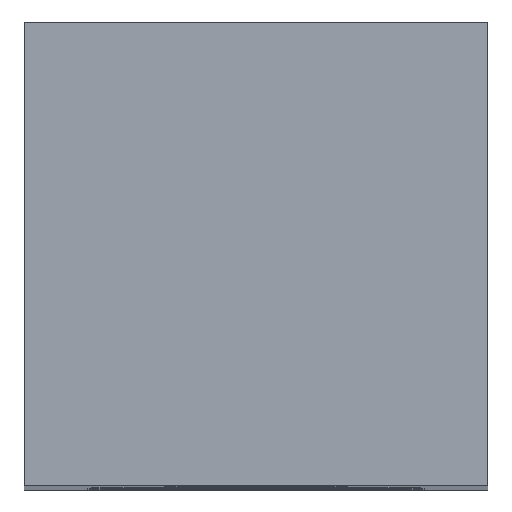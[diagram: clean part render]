
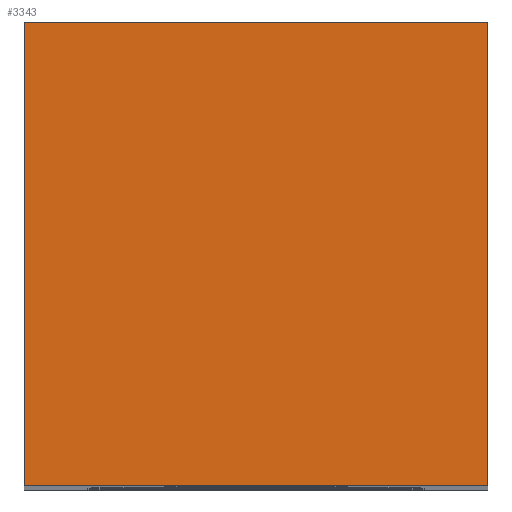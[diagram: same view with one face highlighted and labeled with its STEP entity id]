
A CAD part, top view. The second image highlights one B-rep face of the part: STEP entity #3343.
In plain terms, the highlighted planar face has unit normal (0, 0, 1).
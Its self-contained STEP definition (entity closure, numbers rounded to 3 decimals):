
#1509=CARTESIAN_POINT('',(-20.0,20.0,100.0));
#1510=VERTEX_POINT('',#1509);
#1511=CARTESIAN_POINT('',(20.0,20.0,100.0));
#1512=VERTEX_POINT('',#1511);
#1513=CARTESIAN_POINT('',(-20.0,20.0,100.0));
#1514=DIRECTION('',(1.0,0.0,0.0));
#1515=VECTOR('',#1514,40.0);
#1516=LINE('',#1513,#1515);
#1517=EDGE_CURVE('',#1510,#1512,#1516,.T.);
#1828=CARTESIAN_POINT('',(20.0,-20.0,100.0));
#1829=VERTEX_POINT('',#1828);
#1830=CARTESIAN_POINT('',(20.0,20.0,100.0));
#1831=DIRECTION('',(0.0,-1.0,0.0));
#1832=VECTOR('',#1831,40.0);
#1833=LINE('',#1830,#1832);
#1834=EDGE_CURVE('',#1512,#1829,#1833,.T.);
#2376=CARTESIAN_POINT('',(-20.0,-20.0,100.0));
#2377=VERTEX_POINT('',#2376);
#2378=CARTESIAN_POINT('',(20.0,-20.0,100.0));
#2379=DIRECTION('',(-1.0,0.0,0.0));
#2380=VECTOR('',#2379,40.0);
#2381=LINE('',#2378,#2380);
#2382=EDGE_CURVE('',#1829,#2377,#2381,.T.);
#3124=CARTESIAN_POINT('',(-20.0,-20.0,100.0));
#3125=DIRECTION('',(0.0,1.0,0.0));
#3126=VECTOR('',#3125,40.0);
#3127=LINE('',#3124,#3126);
#3128=EDGE_CURVE('',#2377,#1510,#3127,.T.);
#3332=CARTESIAN_POINT('',(0.0,0.,100.0));
#3333=DIRECTION('',(0.0,0.0,1.0));
#3334=DIRECTION('',(1.0,0.0,0.0));
#3335=AXIS2_PLACEMENT_3D('',#3332,#3333,#3334);
#3336=PLANE('',#3335);
#3337=ORIENTED_EDGE('',*,*,#1834,.F.);
#3338=ORIENTED_EDGE('',*,*,#1517,.F.);
#3339=ORIENTED_EDGE('',*,*,#3128,.F.);
#3340=ORIENTED_EDGE('',*,*,#2382,.F.);
#3341=EDGE_LOOP('',(#3337,#3338,#3339,#3340));
#3342=FACE_OUTER_BOUND('',#3341,.T.);
#3343=ADVANCED_FACE('',(#3342),#3336,.T.);
